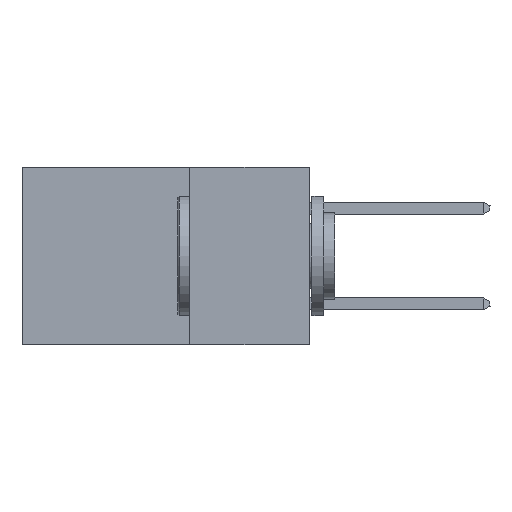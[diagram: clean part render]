
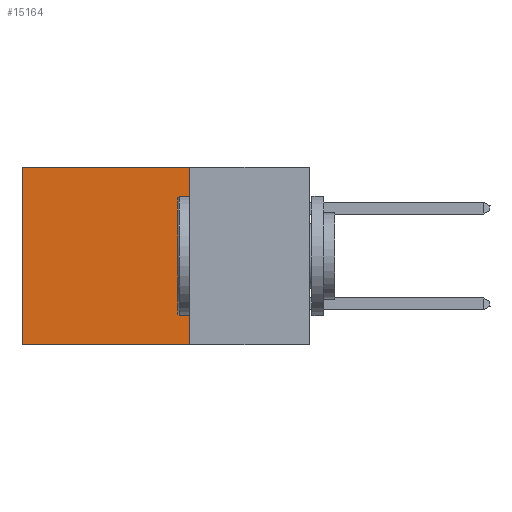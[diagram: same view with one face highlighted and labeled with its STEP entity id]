
A CAD part, left-side view. The second image highlights one B-rep face of the part: STEP entity #15164.
In plain terms, the highlighted planar face has unit normal (-1, 0, 0).
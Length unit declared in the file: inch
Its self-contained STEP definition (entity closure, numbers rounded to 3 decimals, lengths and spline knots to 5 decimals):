
#3344 = ORIENTED_EDGE ( 'NONE', *, *, #23625, .F. ) ;
#4348 = FACE_OUTER_BOUND ( 'NONE', #35571, .T. ) ;
#4907 = VECTOR ( 'NONE', #15730, 39.37008 ) ;
#5118 = EDGE_CURVE ( 'NONE', #7948, #15461, #32401, .T. ) ;
#6565 = CARTESIAN_POINT ( 'NONE',  ( 0.2875, 0.25, -0.37 ) ) ;
#7948 = VERTEX_POINT ( 'NONE', #35126 ) ;
#9571 = EDGE_CURVE ( 'NONE', #15461, #29538, #34647, .T. ) ;
#9656 = CARTESIAN_POINT ( 'NONE',  ( 0.2875, 0.25, 0. ) ) ;
#9737 = ORIENTED_EDGE ( 'NONE', *, *, #43045, .F. ) ;
#12766 = CARTESIAN_POINT ( 'NONE',  ( 0.2875, 0.6, 0. ) ) ;
#15164 = ADVANCED_FACE ( 'NONE', ( #4348 ), #40866, .F. ) ;
#15461 = VERTEX_POINT ( 'NONE', #12766 ) ;
#15730 = DIRECTION ( 'NONE',  ( 0., 0., -1. ) ) ;
#18040 = CARTESIAN_POINT ( 'NONE',  ( 0.2875, 0.6, 0. ) ) ;
#18600 = CARTESIAN_POINT ( 'NONE',  ( 0.2875, 0.25, 0. ) ) ;
#19079 = DIRECTION ( 'NONE',  ( 1., 0., 0. ) ) ;
#21228 = DIRECTION ( 'NONE',  ( 0., 0., -1. ) ) ;
#21551 = LINE ( 'NONE', #37594, #4907 ) ;
#21915 = AXIS2_PLACEMENT_3D ( 'NONE', #18600, #19079, #44556 ) ;
#22702 = VECTOR ( 'NONE', #39001, 39.37008 ) ;
#23625 = EDGE_CURVE ( 'NONE', #7948, #28365, #21551, .T. ) ;
#23785 = DIRECTION ( 'NONE',  ( 0., 1., 0. ) ) ;
#25526 = VECTOR ( 'NONE', #21228, 39.37008 ) ;
#26481 = ORIENTED_EDGE ( 'NONE', *, *, #9571, .T. ) ;
#28365 = VERTEX_POINT ( 'NONE', #6565 ) ;
#28695 = LINE ( 'NONE', #46262, #33802 ) ;
#29538 = VERTEX_POINT ( 'NONE', #35474 ) ;
#30838 = ORIENTED_EDGE ( 'NONE', *, *, #5118, .T. ) ;
#32401 = LINE ( 'NONE', #9656, #22702 ) ;
#33802 = VECTOR ( 'NONE', #23785, 39.37008 ) ;
#34647 = LINE ( 'NONE', #18040, #25526 ) ;
#35126 = CARTESIAN_POINT ( 'NONE',  ( 0.2875, 0.25, 0. ) ) ;
#35474 = CARTESIAN_POINT ( 'NONE',  ( 0.2875, 0.6, -0.37 ) ) ;
#35571 = EDGE_LOOP ( 'NONE', ( #26481, #9737, #3344, #30838 ) ) ;
#37594 = CARTESIAN_POINT ( 'NONE',  ( 0.2875, 0.25, 0. ) ) ;
#39001 = DIRECTION ( 'NONE',  ( 0., 1., 0. ) ) ;
#40866 = PLANE ( 'NONE',  #21915 ) ;
#43045 = EDGE_CURVE ( 'NONE', #28365, #29538, #28695, .T. ) ;
#44556 = DIRECTION ( 'NONE',  ( 0., 0., -1. ) ) ;
#46262 = CARTESIAN_POINT ( 'NONE',  ( 0.2875, 0.25, -0.37 ) ) ;
